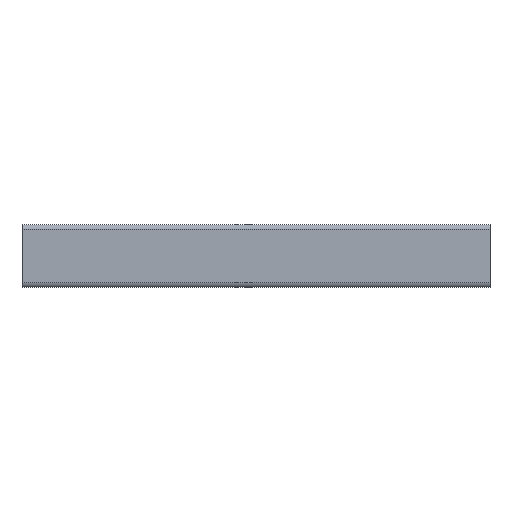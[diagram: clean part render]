
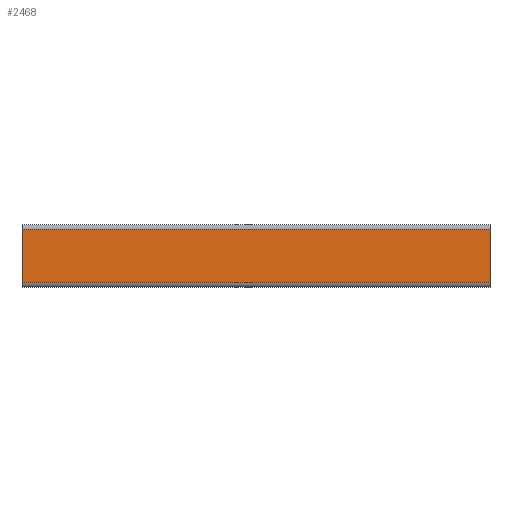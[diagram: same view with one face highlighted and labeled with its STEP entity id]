
A CAD part, left-side view. The second image highlights one B-rep face of the part: STEP entity #2468.
In plain terms, the highlighted face is planar.
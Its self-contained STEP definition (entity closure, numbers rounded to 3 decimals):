
#264 = CARTESIAN_POINT ( 'NONE',  ( 20., -17., -300. ) ) ;
#277 = CARTESIAN_POINT ( 'NONE',  ( 20., 17., -300. ) ) ;
#326 = CARTESIAN_POINT ( 'NONE',  ( 20., 17., 0. ) ) ;
#339 = EDGE_LOOP ( 'NONE', ( #823, #848, #795, #828 ) ) ;
#475 = VERTEX_POINT ( 'NONE', #264 ) ;
#518 = VERTEX_POINT ( 'NONE', #277 ) ;
#558 = VERTEX_POINT ( 'NONE', #326 ) ;
#583 = VERTEX_POINT ( 'NONE', #2225 ) ;
#795 = ORIENTED_EDGE ( 'NONE', *, *, #2262, .F. ) ;
#823 = ORIENTED_EDGE ( 'NONE', *, *, #2350, .T. ) ;
#828 = ORIENTED_EDGE ( 'NONE', *, *, #2479, .T. ) ;
#848 = ORIENTED_EDGE ( 'NONE', *, *, #2380, .F. ) ;
#1160 = DIRECTION ( 'NONE',  ( 0., -1., 0. ) ) ;
#1168 = LINE ( 'NONE', #1169, #1735 ) ;
#1169 = CARTESIAN_POINT ( 'NONE',  ( 20., 17., 0. ) ) ;
#1487 = LINE ( 'NONE', #1488, #1745 ) ;
#1488 = CARTESIAN_POINT ( 'NONE',  ( 20., -17., -300. ) ) ;
#1489 = DIRECTION ( 'NONE',  ( 0., 0., 1. ) ) ;
#1735 = VECTOR ( 'NONE', #1160, 1000. ) ;
#1745 = VECTOR ( 'NONE', #1489, 1000. ) ;
#1872 = VECTOR ( 'NONE', #2756, 1000. ) ;
#1905 = AXIS2_PLACEMENT_3D ( 'NONE', #2709, #2713, #2711 ) ;
#1974 = VECTOR ( 'NONE', #2158, 1000. ) ;
#2144 = LINE ( 'NONE', #2157, #1974 ) ;
#2157 = CARTESIAN_POINT ( 'NONE',  ( 20., 17., -300. ) ) ;
#2158 = DIRECTION ( 'NONE',  ( 0., -1., 0. ) ) ;
#2225 = CARTESIAN_POINT ( 'NONE',  ( 20., -17., 0. ) ) ;
#2262 = EDGE_CURVE ( 'NONE', #518, #475, #2144, .T. ) ;
#2350 = EDGE_CURVE ( 'NONE', #558, #583, #1168, .T. ) ;
#2380 = EDGE_CURVE ( 'NONE', #475, #583, #1487, .T. ) ;
#2468 = ADVANCED_FACE ( 'NONE', ( #2700 ), #2712, .F. ) ;
#2479 = EDGE_CURVE ( 'NONE', #518, #558, #2744, .T. ) ;
#2700 = FACE_OUTER_BOUND ( 'NONE', #339, .T. ) ;
#2709 = CARTESIAN_POINT ( 'NONE',  ( 20., 17., -300. ) ) ;
#2711 = DIRECTION ( 'NONE',  ( 0., 0., 1. ) ) ;
#2712 = PLANE ( 'NONE',  #1905 ) ;
#2713 = DIRECTION ( 'NONE',  ( -1., 0., 0. ) ) ;
#2744 = LINE ( 'NONE', #2753, #1872 ) ;
#2753 = CARTESIAN_POINT ( 'NONE',  ( 20., 17., -300. ) ) ;
#2756 = DIRECTION ( 'NONE',  ( 0., 0., 1. ) ) ;
